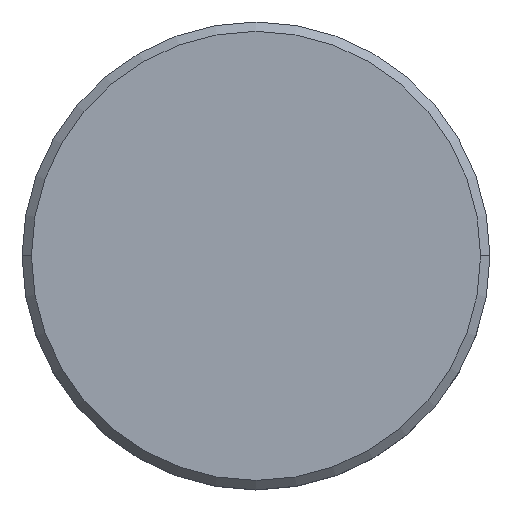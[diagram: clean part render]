
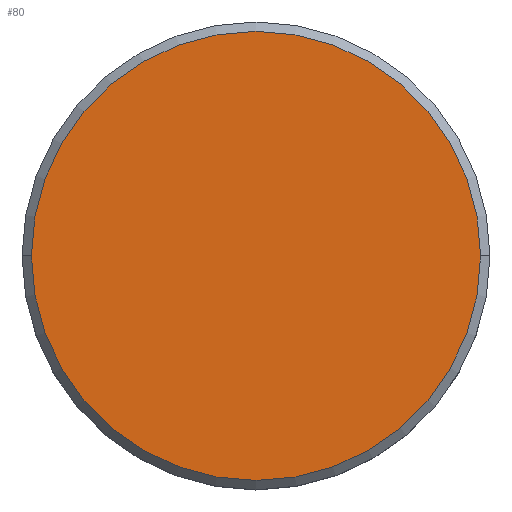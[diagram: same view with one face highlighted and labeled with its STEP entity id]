
A CAD part, top view. The second image highlights one B-rep face of the part: STEP entity #80.
In plain terms, the highlighted planar face has unit normal (0, 0, 1).
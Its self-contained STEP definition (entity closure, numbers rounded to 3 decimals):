
#42 = DIRECTION ( 'NONE',  ( 0., 0., 1. ) ) ;
#55 = PLANE ( 'NONE',  #832 ) ;
#80 = ADVANCED_FACE ( 'NONE', ( #304 ), #55, .T. ) ;
#86 = EDGE_CURVE ( 'NONE', #624, #950, #469, .T. ) ;
#91 = ORIENTED_EDGE ( 'NONE', *, *, #86, .T. ) ;
#93 = CARTESIAN_POINT ( 'NONE',  ( 0., 0., 0. ) ) ;
#95 = ORIENTED_EDGE ( 'NONE', *, *, #568, .T. ) ;
#124 = DIRECTION ( 'NONE',  ( 1., 0., 0. ) ) ;
#172 = DIRECTION ( 'NONE',  ( 0., 0., 1. ) ) ;
#304 = FACE_OUTER_BOUND ( 'NONE', #388, .T. ) ;
#328 = DIRECTION ( 'NONE',  ( 0., 0., 1. ) ) ;
#388 = EDGE_LOOP ( 'NONE', ( #95, #91 ) ) ;
#397 = CARTESIAN_POINT ( 'NONE',  ( 0., 0., 0. ) ) ;
#469 = CIRCLE ( 'NONE', #876, 12. ) ;
#568 = EDGE_CURVE ( 'NONE', #950, #624, #870, .T. ) ;
#581 = DIRECTION ( 'NONE',  ( 1., 0., 0. ) ) ;
#624 = VERTEX_POINT ( 'NONE', #1114 ) ;
#711 = CARTESIAN_POINT ( 'NONE',  ( -12., 0., 0. ) ) ;
#751 = AXIS2_PLACEMENT_3D ( 'NONE', #93, #172, #1121 ) ;
#832 = AXIS2_PLACEMENT_3D ( 'NONE', #397, #42, #124 ) ;
#870 = CIRCLE ( 'NONE', #751, 12. ) ;
#876 = AXIS2_PLACEMENT_3D ( 'NONE', #1150, #328, #581 ) ;
#950 = VERTEX_POINT ( 'NONE', #711 ) ;
#1114 = CARTESIAN_POINT ( 'NONE',  ( 12., 0., 0. ) ) ;
#1121 = DIRECTION ( 'NONE',  ( 1., 0., 0. ) ) ;
#1150 = CARTESIAN_POINT ( 'NONE',  ( 0., 0., 0. ) ) ;
